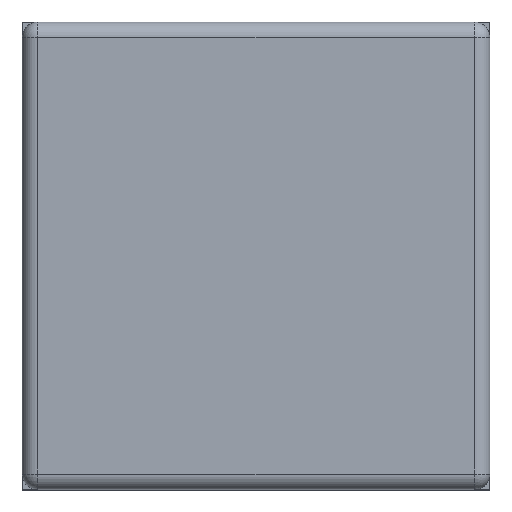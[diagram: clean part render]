
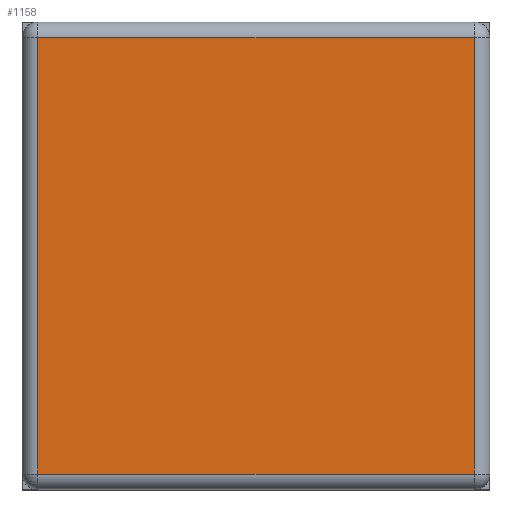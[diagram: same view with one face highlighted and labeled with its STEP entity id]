
A CAD part, top view. The second image highlights one B-rep face of the part: STEP entity #1158.
In plain terms, the highlighted planar face has unit normal (0, 0, 1).
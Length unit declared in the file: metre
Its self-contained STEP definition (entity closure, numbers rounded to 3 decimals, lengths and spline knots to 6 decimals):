
#246=ORIENTED_EDGE('',*,*,#468,.T.);
#247=ORIENTED_EDGE('',*,*,#469,.T.);
#248=ORIENTED_EDGE('',*,*,#470,.T.);
#249=ORIENTED_EDGE('',*,*,#471,.T.);
#468=EDGE_CURVE('',#593,#594,#719,.F.);
#469=EDGE_CURVE('',#594,#595,#720,.T.);
#470=EDGE_CURVE('',#595,#596,#721,.T.);
#471=EDGE_CURVE('',#596,#593,#722,.F.);
#593=VERTEX_POINT('',#1995);
#594=VERTEX_POINT('',#1996);
#595=VERTEX_POINT('',#1998);
#596=VERTEX_POINT('',#2000);
#719=LINE('',#1994,#856);
#720=LINE('',#1997,#857);
#721=LINE('',#1999,#858);
#722=LINE('',#2001,#859);
#856=VECTOR('',#1632,1.);
#857=VECTOR('',#1633,1.);
#858=VECTOR('',#1634,1.);
#859=VECTOR('',#1635,1.);
#939=EDGE_LOOP('',(#246,#247,#248,#249));
#1016=FACE_BOUND('',#939,.T.);
#1093=PLANE('',#1372);
#1158=ADVANCED_FACE('',(#1016),#1093,.T.);
#1372=AXIS2_PLACEMENT_3D('',#1993,#1630,#1631);
#1630=DIRECTION('',(0.,0.,1.));
#1631=DIRECTION('',(1.,0.,0.));
#1632=DIRECTION('',(0.,1.,0.));
#1633=DIRECTION('',(1.,0.,0.));
#1634=DIRECTION('',(0.,1.,0.));
#1635=DIRECTION('',(1.,0.,0.));
#1993=CARTESIAN_POINT('',(0.,0.,0.00075));
#1994=CARTESIAN_POINT('',(-0.0007,0.,0.00075));
#1995=CARTESIAN_POINT('',(-0.0007,0.0007,0.00075));
#1996=CARTESIAN_POINT('',(-0.0007,-0.0007,0.00075));
#1997=CARTESIAN_POINT('',(0.00075,-0.0007,0.00075));
#1998=CARTESIAN_POINT('',(0.0007,-0.0007,0.00075));
#1999=CARTESIAN_POINT('',(0.0007,0.00075,0.00075));
#2000=CARTESIAN_POINT('',(0.0007,0.0007,0.00075));
#2001=CARTESIAN_POINT('',(0.,0.0007,0.00075));
